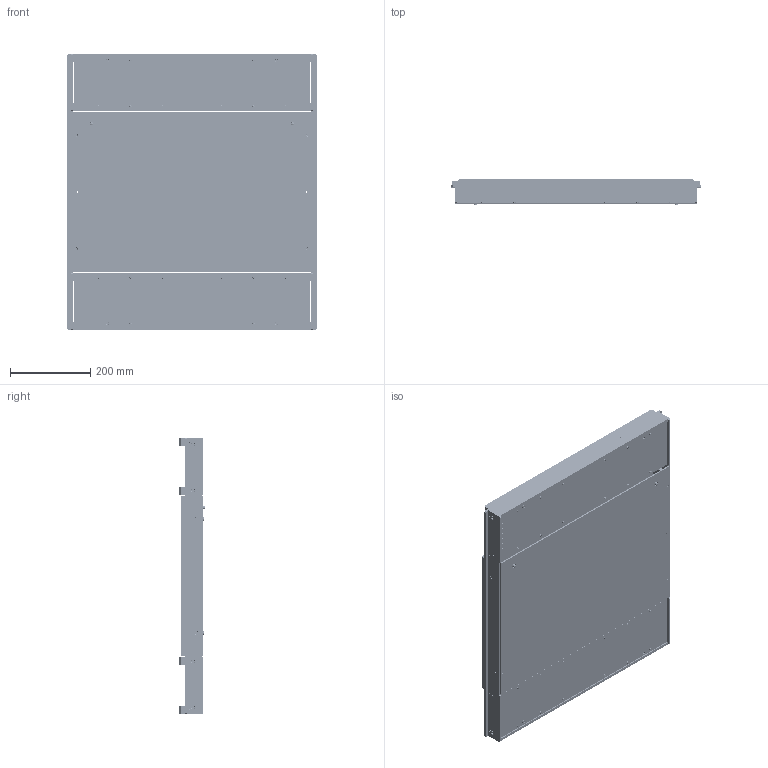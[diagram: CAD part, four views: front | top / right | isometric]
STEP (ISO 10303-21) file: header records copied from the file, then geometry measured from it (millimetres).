
FILE_DESCRIPTION (( 'STEP AP214' ), '1' );
FILE_NAME ('INGUN_55720.STEP', '2021-10-18T13:01:46', ( '' ), ( '' ), 'SwSTEP 2.0', 'SolidWorks 2018', '' );
FILE_SCHEMA (( 'AUTOMOTIVE_DESIGN' ));
Length unit declared in the file: millimetre
Products named in the file (23): SKB-II~-s-k-i-i_M3,0x12 St; DIN7991~n_M04,0x008 VA; DIN7991~n_M03,0x008 VA; 53716~1_S; 54262~3_ohne Borhmuster<Standard>; 53908~3_ohne Bohrmuster<Standard>; 53907~3_ohne Bohrmuster<Standard>; 54986~2_S; ISO7380~n_M04,0x008; 53715~1_S; DIN912~n_M04,0x012; 59604~0; 59602~0_S; DIN6325~n_04,0m6x014; 59603~0_S; 53714~1_S; 59606~0_S; DIN6325~n_08,0m6x020; 59601~0_S; DIN923~n_M04x04; DIN912~n_M03,0x008; 53719~0; INGUN_55720
Assembly tree (168 placements, depth 3):
  INGUN_55720
    59606~0_S
      59601~0_S
    59602~0_S  x2
    59603~0_S  x2
    59604~0
    53715~1_S  x2
    54262~3_ohne Borhmuster<Standard>  x2
    53907~3_ohne Bohrmuster<Standard>  x2
    53908~3_ohne Bohrmuster<Standard>  x2
    53719~0  x4
    53716~1_S  x4
    53714~1_S  x4
    54986~2_S  x2
    DIN923~n_M04x04  x16
    SKB-II~-s-k-i-i_M3,0x12 St  x24
    DIN6325~n_08,0m6x020  x2
    DIN912~n_M04,0x012  x2
    DIN6325~n_04,0m6x014  x4
    ISO7380~n_M04,0x008  x2
    DIN7991~n_M03,0x008 VA  x36
    DIN7991~n_M04,0x008 VA  x29
    DIN912~n_M03,0x008  x24
Bounding box: 620 x 66.8 x 687 mm (x, y, z)
Volume: 6626149.1 mm3; surface area: 2197176.2 mm2
Topology: 167 solids, 167 shells, 5972 faces, 14861 edges, 9130 vertices
Faces by surface type: cylinder 3237, cone 1776, plane 923, sphere 24, torus 12
Entity records: 41457 total; most frequent: DIRECTION 7601, CARTESIAN_POINT 6799, ORIENTED_EDGE 6216, EDGE_CURVE 3108, AXIS2_PLACEMENT_3D 3082, VERTEX_POINT 1952, EDGE_LOOP 1722, CIRCLE 1599
